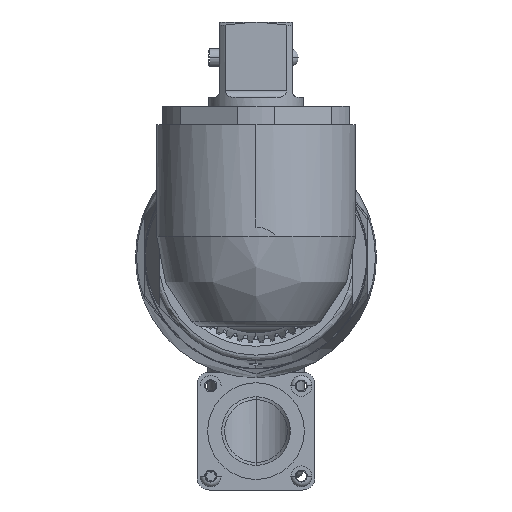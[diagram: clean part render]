
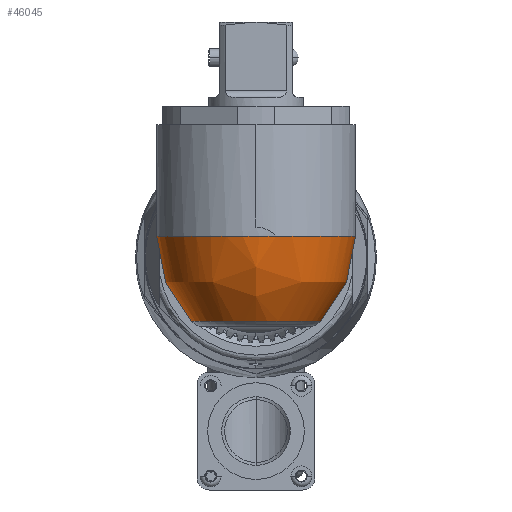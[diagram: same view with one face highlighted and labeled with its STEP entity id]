
A CAD part, left-side view. The second image highlights one B-rep face of the part: STEP entity #46045.
In plain terms, the highlighted free-form (B-spline) face has degree [3, 3] with [7, 4] control points.
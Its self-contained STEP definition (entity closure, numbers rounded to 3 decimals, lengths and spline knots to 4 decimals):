
#36629=CARTESIAN_POINT('',(-18.2345,0.005,0.218));
#36630=DIRECTION('',(0.,0.,1.));
#36631=DIRECTION('',(0.566,0.825,0.));
#36632=AXIS2_PLACEMENT_3D('',#36629,#36630,#36631);
#36634=CARTESIAN_POINT('',(-18.2345,0.005,-0.6633));
#36635=DIRECTION('',(0.,0.,-1.));
#36636=DIRECTION('',(0.646,-0.764,0.));
#36637=AXIS2_PLACEMENT_3D('',#36634,#36635,#36636);
#36666=CARTESIAN_POINT('',(-17.8035,0.5147,
-0.6632));
#36667=CARTESIAN_POINT('',(-17.8021,0.5447,
-0.6394));
#36668=CARTESIAN_POINT('',(-17.7985,0.6042,
-0.5859));
#36669=CARTESIAN_POINT('',(-17.7883,0.6887,
-0.4868));
#36670=CARTESIAN_POINT('',(-17.7717,0.764,
-0.3669));
#36671=CARTESIAN_POINT('',(-17.7485,0.8219,
-0.2318));
#36672=CARTESIAN_POINT('',(-17.7195,0.8587,
-0.0853));
#36673=CARTESIAN_POINT('',(-17.6865,0.8713,
0.0662));
#36674=CARTESIAN_POINT('',(-17.663,0.8633,
0.1676));
#36675=CARTESIAN_POINT('',(-17.6511,0.8551,
0.218));
#36768=CARTESIAN_POINT('',(-17.6511,-0.8451,
0.218));
#36769=CARTESIAN_POINT('',(-17.663,-0.8533,
0.1676));
#36770=CARTESIAN_POINT('',(-17.6865,-0.8613,
0.0664));
#36771=CARTESIAN_POINT('',(-17.7196,-0.8486,
-0.0858));
#36772=CARTESIAN_POINT('',(-17.7485,-0.8119,
-0.2318));
#36773=CARTESIAN_POINT('',(-17.7717,-0.754,
-0.3668));
#36774=CARTESIAN_POINT('',(-17.7883,-0.6786,
-0.487));
#36775=CARTESIAN_POINT('',(-17.7985,-0.594,
-0.5861));
#36776=CARTESIAN_POINT('',(-17.8022,-0.5346,
-0.6394));
#36777=CARTESIAN_POINT('',(-17.8035,-0.5047,
-0.6632));
#41813=CARTESIAN_POINT('',(-19.2437,-0.2055,0.218));
#41846=CARTESIAN_POINT('',(-18.2345,0.005,0.218));
#41847=DIRECTION('',(0.,0.,1.));
#41848=DIRECTION('',(-0.979,-0.204,0.));
#41849=AXIS2_PLACEMENT_3D('',#41846,#41847,#41848);
#42216=VERTEX_POINT('',#36666);
#42217=VERTEX_POINT('',#36675);
#42220=VERTEX_POINT('',#36768);
#42221=VERTEX_POINT('',#36777);
#43613=VERTEX_POINT('',#41813);
#46005=CARTESIAN_POINT('',(-17.5002,-0.7185,
0.2376));
#46006=CARTESIAN_POINT('',(-17.4963,-0.7223,
-0.1112));
#46007=CARTESIAN_POINT('',(-17.591,-0.629,
-0.4336));
#46008=CARTESIAN_POINT('',(-17.7689,-0.4537,
-0.677));
#46009=CARTESIAN_POINT('',(-18.2616,-1.4912,
0.2376));
#46010=CARTESIAN_POINT('',(-18.2617,-1.4991,
-0.1112));
#46011=CARTESIAN_POINT('',(-18.2582,-1.3061,
-0.4336));
#46012=CARTESIAN_POINT('',(-18.2516,-0.9437,
-0.677));
#46013=CARTESIAN_POINT('',(-19.2653,-1.0798,
0.2376));
#46014=CARTESIAN_POINT('',(-19.2708,-1.0855,
-0.1112));
#46015=CARTESIAN_POINT('',(-19.1378,-0.9456,
-0.4336));
#46016=CARTESIAN_POINT('',(-18.8881,-0.6828,
-0.677));
#46017=CARTESIAN_POINT('',(-19.2653,0.005,
0.2376));
#46018=CARTESIAN_POINT('',(-19.2708,0.005,
-0.1112));
#46019=CARTESIAN_POINT('',(-19.1378,0.005,
-0.4336));
#46020=CARTESIAN_POINT('',(-18.8881,0.005,
-0.677));
#46021=CARTESIAN_POINT('',(-19.2653,1.0898,
0.2376));
#46022=CARTESIAN_POINT('',(-19.2708,1.0955,
-0.1112));
#46023=CARTESIAN_POINT('',(-19.1378,0.9556,
-0.4336));
#46024=CARTESIAN_POINT('',(-18.8881,0.6928,
-0.677));
#46025=CARTESIAN_POINT('',(-18.2616,1.5012,
0.2376));
#46026=CARTESIAN_POINT('',(-18.2617,1.5091,
-0.1112));
#46027=CARTESIAN_POINT('',(-18.2582,1.3161,
-0.4336));
#46028=CARTESIAN_POINT('',(-18.2516,0.9537,
-0.677));
#46029=CARTESIAN_POINT('',(-17.5002,0.7285,
0.2376));
#46030=CARTESIAN_POINT('',(-17.4963,0.7323,
-0.1112));
#46031=CARTESIAN_POINT('',(-17.591,0.639,
-0.4336));
#46032=CARTESIAN_POINT('',(-17.7689,0.4637,
-0.677));
#46033=(BOUNDED_SURFACE()B_SPLINE_SURFACE(3,3,((#46005,#46006,#46007,#46008),(
#46009,#46010,#46011,#46012),(#46013,#46014,#46015,#46016),(#46017,#46018,
#46019,#46020),(#46021,#46022,#46023,#46024),(#46025,#46026,#46027,#46028),(
#46029,#46030,#46031,#46032)),.UNSPECIFIED.,.F.,.F.,.F.)B_SPLINE_SURFACE_WITH_KNOTS((4,3,4),(4,4),(0.,1.,2.),(0.,1.),.UNSPECIFIED.)GEOMETRIC_REPRESENTATION_ITEM()RATIONAL_B_SPLINE_SURFACE(((1.512,1.429,
1.429,1.512),(0.886,0.838,
0.838,0.886),(0.886,0.838,
0.838,0.886),(1.512,1.429,
1.429,1.512),(0.886,0.838,
0.838,0.886),(0.886,0.838,
0.838,0.886),(1.512,1.429,
1.429,1.512)))REPRESENTATION_ITEM('')SURFACE());
#46035=ORIENTED_EDGE('',*,*,#46034,.T.);
#46037=ORIENTED_EDGE('',*,*,#46036,.T.);
#46039=ORIENTED_EDGE('',*,*,#46038,.T.);
#46040=ORIENTED_EDGE('',*,*,#45998,.T.);
#46042=ORIENTED_EDGE('',*,*,#46041,.T.);
#46043=EDGE_LOOP('',(#46035,#46037,#46039,#46040,#46042));
#46044=FACE_OUTER_BOUND('',#46043,.F.);
#46045=ADVANCED_FACE('',(#46044),#46033,.T.);
#36633=CIRCLE('',#36632,1.031);
#36638=CIRCLE('',#36637,0.6675);
#36676=B_SPLINE_CURVE_WITH_KNOTS('',3,(#36666,#36667,#36668,#36669,#36670,
#36671,#36672,#36673,#36674,#36675),.UNSPECIFIED.,.F.,.F.,(4,1,1,1,1,1,1,4),(
0.,0.1429,0.2857,0.4286,0.5714,
0.7143,0.8571,1.),.UNSPECIFIED.);
#36778=B_SPLINE_CURVE_WITH_KNOTS('',3,(#36768,#36769,#36770,#36771,#36772,
#36773,#36774,#36775,#36776,#36777),.UNSPECIFIED.,.F.,.F.,(4,1,1,1,1,1,1,4),(
0.,0.1429,0.2857,0.4286,0.5714,
0.7143,0.8571,1.),.UNSPECIFIED.);
#41850=CIRCLE('',#41849,1.031);
#45998=EDGE_CURVE('',#42221,#42216,#36638,.T.);
#46034=EDGE_CURVE('',#42217,#43613,#36633,.T.);
#46036=EDGE_CURVE('',#43613,#42220,#41850,.T.);
#46038=EDGE_CURVE('',#42220,#42221,#36778,.T.);
#46041=EDGE_CURVE('',#42216,#42217,#36676,.T.);
